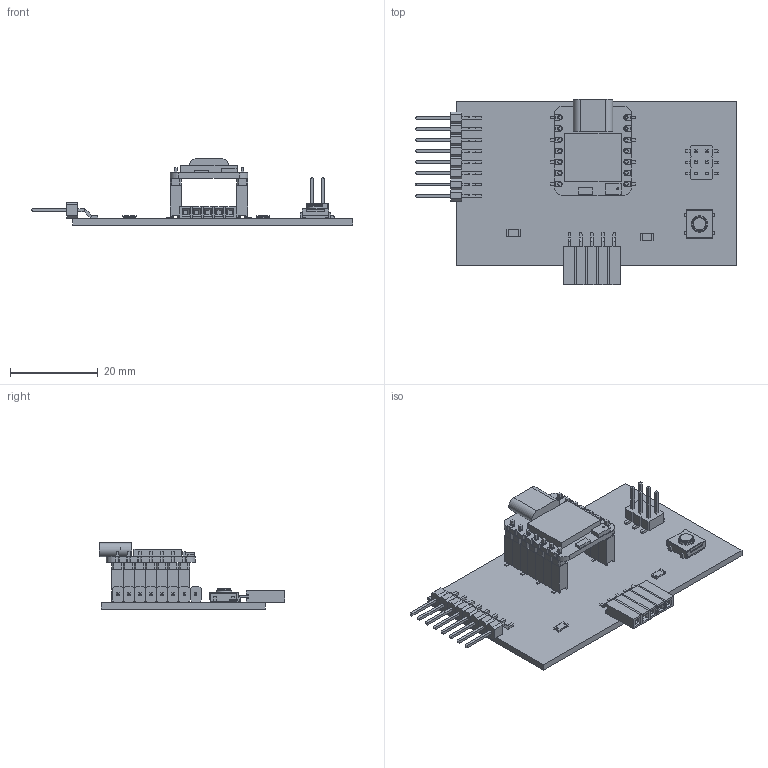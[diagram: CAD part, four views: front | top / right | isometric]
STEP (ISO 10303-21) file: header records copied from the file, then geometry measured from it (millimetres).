
FILE_DESCRIPTION(('KiCad electronic assembly'),'2;1');
FILE_NAME('Xiaosocket.step','2026-03-01T13:28:34',('Pcbnew'),('Kicad'), 'Open CASCADE STEP processor 7.9','KiCad to STEP converter','Unknown' );
FILE_SCHEMA(('AUTOMOTIVE_DESIGN { 1 0 10303 214 1 1 1 1 }'));
Length unit declared in the file: millimetre
Products named in the file (31): Xiaosocket 1; Seeed_XIAO-Generic_InSocket_SMD; Xiaosocket 1.1.1; Xiaosocket 1.1.2; Xiaosocket 1.1.3; Xiaosocket 1.1.4; Xiaosocket 1.1.5; Xiaosocket 1.1.6; Xiaosocket 1.1.7; Resistor-1206; Ceramic; Contacts; Contacts (Mirror #1); Overcoat; PinHeader_2x03_P2.54mm_Vertical_SMD; PinSocket-01x05_P2.54mm_Horizontal_SMD; Xiaosocket 1.5.1; Xiaosocket 1.5.2; Header_SMD_01x08_P2.54mm_Horizontal_Male; Xiaosocket 1.6.1; Xiaosocket 1.6.2; Switch_Omron-B3SN-3112P; Base; Leads; Lead; Body002; Body003; Body004; Button; Cover; Xiaosocket_PCB
Assembly tree (31 placements, depth 4):
  Xiaosocket 1
    Seeed_XIAO-Generic_InSocket_SMD
      Xiaosocket 1.1.1
      Xiaosocket 1.1.2
      Xiaosocket 1.1.3
      Xiaosocket 1.1.4
      Xiaosocket 1.1.5
      Xiaosocket 1.1.6
      Xiaosocket 1.1.7
    Resistor-1206  x2
      Ceramic
      Contacts
      Contacts (Mirror #1)
      Overcoat
    PinHeader_2x03_P2.54mm_Vertical_SMD
    PinSocket-01x05_P2.54mm_Horizontal_SMD
      Xiaosocket 1.5.1
      Xiaosocket 1.5.2
    Header_SMD_01x08_P2.54mm_Horizontal_Male
      Xiaosocket 1.6.1
      Xiaosocket 1.6.2
    Switch_Omron-B3SN-3112P
      Base
      Leads
        Lead
        Body002
        Body003
        Body004
      Button
      Cover
    Xiaosocket_PCB
Bounding box: 73.43 x 42.45 x 15.15 mm (x, y, z)
Volume: 5935.3 mm3; surface area: 11095.8 mm2
Topology: 104 solids, 104 shells, 1797 faces, 4278 edges, 2749 vertices
Faces by surface type: plane 1592, cylinder 185, revolution 16, torus 3, cone 1
Full cylindrical faces by diameter (mm): 0.5 x1, 0.7 x14, 0.8 x28, 3 x2
Entity records: 51645 total; most frequent: CARTESIAN_POINT 8734, ORIENTED_EDGE 8412, DIRECTION 8210, EDGE_CURVE 4206, LINE 3784, VECTOR 3784, VERTEX_POINT 2701, AXIS2_PLACEMENT_3D 2205
